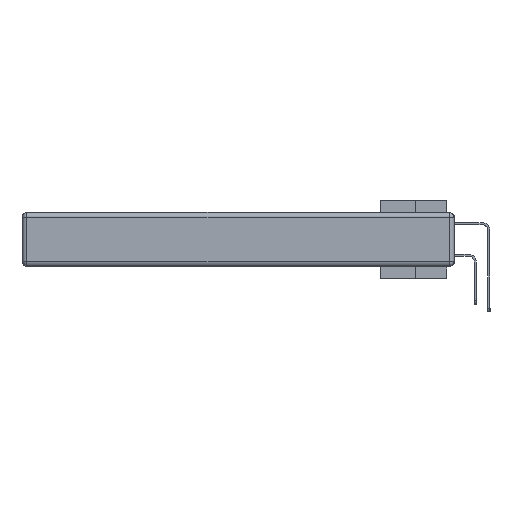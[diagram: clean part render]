
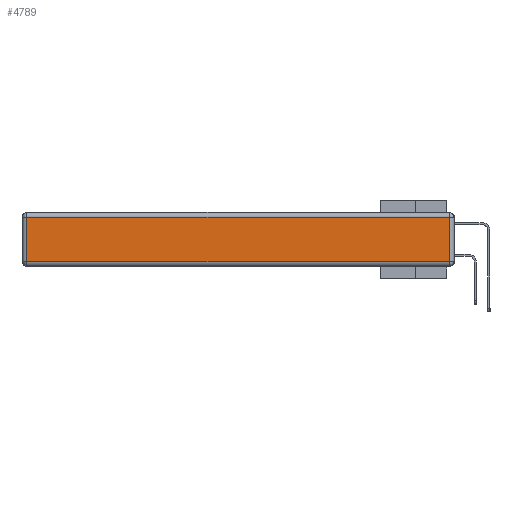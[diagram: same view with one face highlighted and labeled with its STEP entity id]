
A CAD part, left-side view. The second image highlights one B-rep face of the part: STEP entity #4789.
In plain terms, the highlighted planar face has unit normal (-1, 0, 0).
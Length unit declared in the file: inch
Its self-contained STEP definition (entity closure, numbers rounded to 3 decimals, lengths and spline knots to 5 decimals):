
#684 = CARTESIAN_POINT ( 'NONE',  ( 0., 0., -0.343 ) ) ;
#846 = VECTOR ( 'NONE', #25086, 39.37008 ) ;
#983 = EDGE_CURVE ( 'NONE', #26546, #1554, #6636, .T. ) ;
#1554 = VERTEX_POINT ( 'NONE', #17033 ) ;
#2464 = AXIS2_PLACEMENT_3D ( 'NONE', #684, #8446, #15823 ) ;
#2996 = CARTESIAN_POINT ( 'NONE',  ( 0., 2.72, -0.343 ) ) ;
#3407 = CARTESIAN_POINT ( 'NONE',  ( 0., 2.72, -0.03 ) ) ;
#4789 = ADVANCED_FACE ( 'NONE', ( #29047 ), #19471, .T. ) ;
#4917 = VERTEX_POINT ( 'NONE', #19814 ) ;
#6636 = LINE ( 'NONE', #16394, #23638 ) ;
#7170 = ORIENTED_EDGE ( 'NONE', *, *, #21424, .T. ) ;
#8333 = LINE ( 'NONE', #21261, #24358 ) ;
#8446 = DIRECTION ( 'NONE',  ( -1., 0., 0. ) ) ;
#13576 = EDGE_CURVE ( 'NONE', #4917, #26546, #29946, .T. ) ;
#15823 = DIRECTION ( 'NONE',  ( 0., 0., 1. ) ) ;
#16394 = CARTESIAN_POINT ( 'NONE',  ( 0., 0.03, -0.343 ) ) ;
#16945 = VECTOR ( 'NONE', #31172, 39.37008 ) ;
#17033 = CARTESIAN_POINT ( 'NONE',  ( 0., 0.03, -0.03 ) ) ;
#17552 = CARTESIAN_POINT ( 'NONE',  ( 0., 0., -0.313 ) ) ;
#18195 = ORIENTED_EDGE ( 'NONE', *, *, #13576, .T. ) ;
#18800 = LINE ( 'NONE', #2996, #16945 ) ;
#19471 = PLANE ( 'NONE',  #2464 ) ;
#19814 = CARTESIAN_POINT ( 'NONE',  ( 0., 2.72, -0.313 ) ) ;
#21261 = CARTESIAN_POINT ( 'NONE',  ( 0., 2.75, -0.03 ) ) ;
#21424 = EDGE_CURVE ( 'NONE', #31514, #4917, #18800, .T. ) ;
#23638 = VECTOR ( 'NONE', #32305, 39.37008 ) ;
#24358 = VECTOR ( 'NONE', #31481, 39.37008 ) ;
#25086 = DIRECTION ( 'NONE',  ( 0., -1., 0. ) ) ;
#26546 = VERTEX_POINT ( 'NONE', #29785 ) ;
#29047 = FACE_OUTER_BOUND ( 'NONE', #30020, .T. ) ;
#29779 = EDGE_CURVE ( 'NONE', #1554, #31514, #8333, .T. ) ;
#29785 = CARTESIAN_POINT ( 'NONE',  ( 0., 0.03, -0.313 ) ) ;
#29946 = LINE ( 'NONE', #17552, #846 ) ;
#30020 = EDGE_LOOP ( 'NONE', ( #18195, #32111, #30105, #7170 ) ) ;
#30105 = ORIENTED_EDGE ( 'NONE', *, *, #29779, .T. ) ;
#31172 = DIRECTION ( 'NONE',  ( 0., 0., -1. ) ) ;
#31481 = DIRECTION ( 'NONE',  ( 0., 1., 0. ) ) ;
#31514 = VERTEX_POINT ( 'NONE', #3407 ) ;
#32111 = ORIENTED_EDGE ( 'NONE', *, *, #983, .T. ) ;
#32305 = DIRECTION ( 'NONE',  ( 0., 0., 1. ) ) ;
